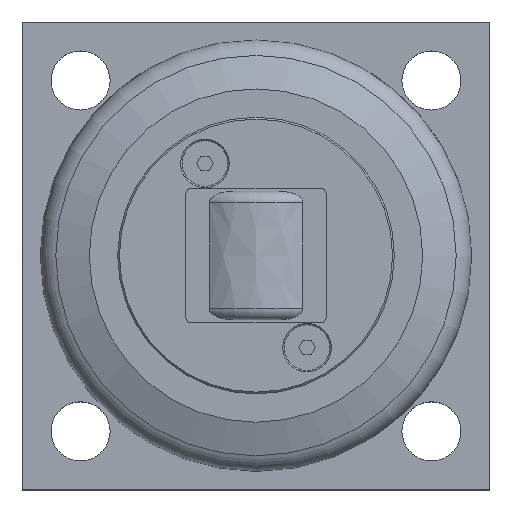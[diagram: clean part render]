
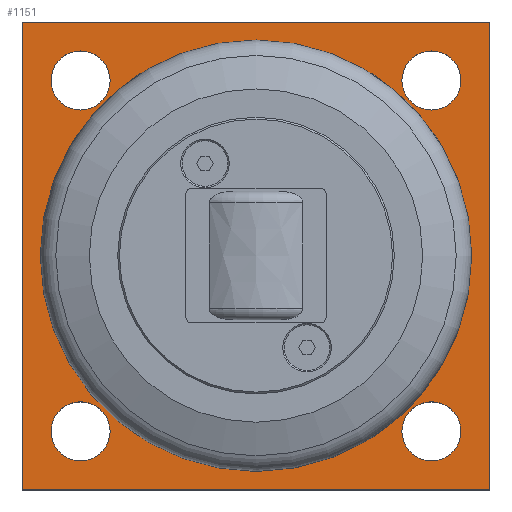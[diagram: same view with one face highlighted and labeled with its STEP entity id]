
A CAD part, top view. The second image highlights one B-rep face of the part: STEP entity #1151.
In plain terms, the highlighted planar face has unit normal (0, 0, 1).
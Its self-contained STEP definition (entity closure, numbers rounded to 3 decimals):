
#64=FACE_BOUND('',#258,.T.);
#65=FACE_BOUND('',#259,.T.);
#66=FACE_BOUND('',#260,.T.);
#67=FACE_BOUND('',#261,.T.);
#68=FACE_BOUND('',#262,.T.);
#103=CIRCLE('',#1253,23.5);
#110=CIRCLE('',#1264,5.053);
#111=CIRCLE('',#1265,5.053);
#113=CIRCLE('',#1268,5.053);
#114=CIRCLE('',#1269,5.053);
#116=CIRCLE('',#1272,5.053);
#117=CIRCLE('',#1273,5.053);
#119=CIRCLE('',#1276,5.053);
#120=CIRCLE('',#1277,5.053);
#183=FACE_OUTER_BOUND('',#257,.T.);
#257=EDGE_LOOP('',(#939,#940,#941,#942));
#258=EDGE_LOOP('',(#943));
#259=EDGE_LOOP('',(#944,#945));
#260=EDGE_LOOP('',(#946,#947));
#261=EDGE_LOOP('',(#948,#949));
#262=EDGE_LOOP('',(#950,#951));
#341=LINE('',#1964,#426);
#345=LINE('',#1972,#430);
#348=LINE('',#1978,#433);
#351=LINE('',#1983,#436);
#426=VECTOR('',#1549,10.);
#430=VECTOR('',#1555,10.);
#433=VECTOR('',#1560,10.);
#436=VECTOR('',#1565,10.);
#517=VERTEX_POINT('',#1909);
#524=VERTEX_POINT('',#1930);
#525=VERTEX_POINT('',#1931);
#527=VERTEX_POINT('',#1938);
#528=VERTEX_POINT('',#1939);
#530=VERTEX_POINT('',#1946);
#531=VERTEX_POINT('',#1947);
#533=VERTEX_POINT('',#1954);
#534=VERTEX_POINT('',#1955);
#536=VERTEX_POINT('',#1962);
#537=VERTEX_POINT('',#1963);
#540=VERTEX_POINT('',#1971);
#542=VERTEX_POINT('',#1977);
#655=EDGE_CURVE('',#517,#517,#103,.T.);
#664=EDGE_CURVE('',#524,#525,#110,.T.);
#665=EDGE_CURVE('',#525,#524,#111,.T.);
#668=EDGE_CURVE('',#527,#528,#113,.T.);
#669=EDGE_CURVE('',#528,#527,#114,.T.);
#672=EDGE_CURVE('',#530,#531,#116,.T.);
#673=EDGE_CURVE('',#531,#530,#117,.T.);
#676=EDGE_CURVE('',#533,#534,#119,.T.);
#677=EDGE_CURVE('',#534,#533,#120,.T.);
#680=EDGE_CURVE('',#536,#537,#341,.T.);
#684=EDGE_CURVE('',#537,#540,#345,.T.);
#687=EDGE_CURVE('',#540,#542,#348,.T.);
#690=EDGE_CURVE('',#542,#536,#351,.T.);
#939=ORIENTED_EDGE('',*,*,#680,.F.);
#940=ORIENTED_EDGE('',*,*,#690,.F.);
#941=ORIENTED_EDGE('',*,*,#687,.F.);
#942=ORIENTED_EDGE('',*,*,#684,.F.);
#943=ORIENTED_EDGE('',*,*,#655,.T.);
#944=ORIENTED_EDGE('',*,*,#664,.T.);
#945=ORIENTED_EDGE('',*,*,#665,.T.);
#946=ORIENTED_EDGE('',*,*,#668,.T.);
#947=ORIENTED_EDGE('',*,*,#669,.T.);
#948=ORIENTED_EDGE('',*,*,#672,.T.);
#949=ORIENTED_EDGE('',*,*,#673,.T.);
#950=ORIENTED_EDGE('',*,*,#676,.T.);
#951=ORIENTED_EDGE('',*,*,#677,.T.);
#1100=PLANE('',#1285);
#1151=ADVANCED_FACE('',(#183,#64,#65,#66,#67,#68),#1100,.T.);
#1253=AXIS2_PLACEMENT_3D('',#1911,#1489,#1490);
#1264=AXIS2_PLACEMENT_3D('',#1932,#1513,#1514);
#1265=AXIS2_PLACEMENT_3D('',#1933,#1515,#1516);
#1268=AXIS2_PLACEMENT_3D('',#1940,#1522,#1523);
#1269=AXIS2_PLACEMENT_3D('',#1941,#1524,#1525);
#1272=AXIS2_PLACEMENT_3D('',#1948,#1531,#1532);
#1273=AXIS2_PLACEMENT_3D('',#1949,#1533,#1534);
#1276=AXIS2_PLACEMENT_3D('',#1956,#1540,#1541);
#1277=AXIS2_PLACEMENT_3D('',#1957,#1542,#1543);
#1285=AXIS2_PLACEMENT_3D('',#1988,#1571,#1572);
#1489=DIRECTION('center_axis',(0.,0.,-1.));
#1490=DIRECTION('ref_axis',(0.,-1.,0.));
#1513=DIRECTION('center_axis',(0.,0.,-1.));
#1514=DIRECTION('ref_axis',(1.,0.,0.));
#1515=DIRECTION('center_axis',(0.,0.,-1.));
#1516=DIRECTION('ref_axis',(1.,0.,0.));
#1522=DIRECTION('center_axis',(0.,0.,-1.));
#1523=DIRECTION('ref_axis',(1.,0.,0.));
#1524=DIRECTION('center_axis',(0.,0.,-1.));
#1525=DIRECTION('ref_axis',(1.,0.,0.));
#1531=DIRECTION('center_axis',(0.,0.,-1.));
#1532=DIRECTION('ref_axis',(1.,0.,0.));
#1533=DIRECTION('center_axis',(0.,0.,-1.));
#1534=DIRECTION('ref_axis',(1.,0.,0.));
#1540=DIRECTION('center_axis',(0.,0.,-1.));
#1541=DIRECTION('ref_axis',(1.,0.,0.));
#1542=DIRECTION('center_axis',(0.,0.,-1.));
#1543=DIRECTION('ref_axis',(1.,0.,0.));
#1549=DIRECTION('',(0.,1.,0.));
#1555=DIRECTION('',(1.,0.,0.));
#1560=DIRECTION('',(0.,-1.,0.));
#1565=DIRECTION('',(-1.,0.,0.));
#1571=DIRECTION('center_axis',(0.,0.,1.));
#1572=DIRECTION('ref_axis',(1.,0.,0.));
#1909=CARTESIAN_POINT('',(40.,63.5,15.));
#1911=CARTESIAN_POINT('Origin',(40.,40.,15.));
#1930=CARTESIAN_POINT('',(15.053,10.,15.));
#1931=CARTESIAN_POINT('',(4.947,10.,15.));
#1932=CARTESIAN_POINT('Origin',(10.,10.,15.));
#1933=CARTESIAN_POINT('Origin',(10.,10.,15.));
#1938=CARTESIAN_POINT('',(75.053,10.,15.));
#1939=CARTESIAN_POINT('',(64.947,10.,15.));
#1940=CARTESIAN_POINT('Origin',(70.,10.,15.));
#1941=CARTESIAN_POINT('Origin',(70.,10.,15.));
#1946=CARTESIAN_POINT('',(75.053,70.,15.));
#1947=CARTESIAN_POINT('',(64.947,70.,15.));
#1948=CARTESIAN_POINT('Origin',(70.,70.,15.));
#1949=CARTESIAN_POINT('Origin',(70.,70.,15.));
#1954=CARTESIAN_POINT('',(15.053,70.,15.));
#1955=CARTESIAN_POINT('',(4.947,70.,15.));
#1956=CARTESIAN_POINT('Origin',(10.,70.,15.));
#1957=CARTESIAN_POINT('Origin',(10.,70.,15.));
#1962=CARTESIAN_POINT('',(0.,0.,15.));
#1963=CARTESIAN_POINT('',(0.,80.,15.));
#1964=CARTESIAN_POINT('',(0.,80.,15.));
#1971=CARTESIAN_POINT('',(80.,80.,15.));
#1972=CARTESIAN_POINT('',(80.,80.,15.));
#1977=CARTESIAN_POINT('',(80.,0.,15.));
#1978=CARTESIAN_POINT('',(80.,0.,15.));
#1983=CARTESIAN_POINT('',(0.,0.,15.));
#1988=CARTESIAN_POINT('Origin',(40.,40.,15.));
